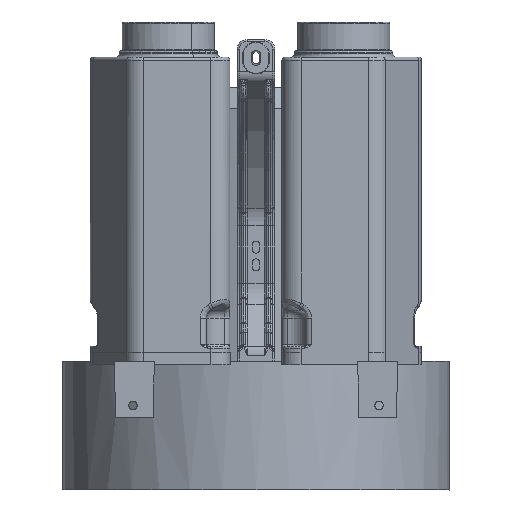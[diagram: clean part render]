
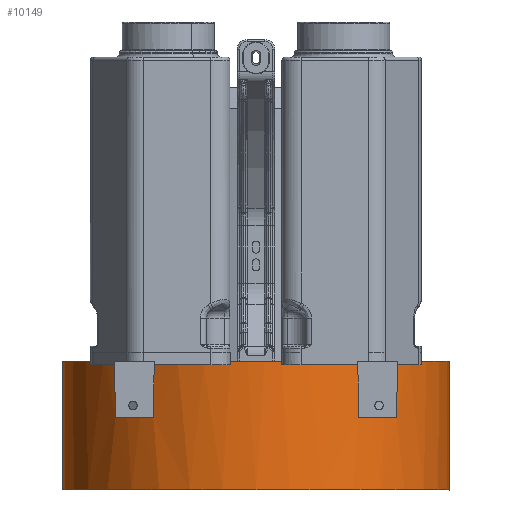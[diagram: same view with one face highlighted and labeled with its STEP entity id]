
A CAD part, front view. The second image highlights one B-rep face of the part: STEP entity #10149.
In plain terms, the highlighted cylindrical face has radius 314.802 mm (diameter 629.604 mm), a partial arc.
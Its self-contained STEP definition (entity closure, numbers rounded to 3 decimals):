
#19=CARTESIAN_POINT('',(-0.001,0.,
-57.198));
#20=DIRECTION('',(0.,0.,1.));
#21=DIRECTION('',(-1.,0.,0.));
#22=AXIS2_PLACEMENT_3D('',#19,#20,#21);
#54=DIRECTION('',(0.,0.,-1.));
#55=VECTOR('',#54,209.4);
#56=CARTESIAN_POINT('',(-314.799,0.,152.209));
#57=LINE('',#56,#55);
#119=CARTESIAN_POINT('',(0.003,0.,152.202));
#120=DIRECTION('',(0.,0.,-1.));
#121=DIRECTION('',(1.,0.,0.));
#122=AXIS2_PLACEMENT_3D('',#119,#120,#121);
#153=CARTESIAN_POINT('',(0.003,0.,152.202));
#154=DIRECTION('',(0.,0.,-1.));
#155=DIRECTION('',(0.134,-0.991,0.));
#156=AXIS2_PLACEMENT_3D('',#153,#154,#155);
#183=CARTESIAN_POINT('',(0.003,0.,152.202));
#184=DIRECTION('',(0.,0.,-1.));
#185=DIRECTION('',(-0.791,-0.612,0.));
#186=AXIS2_PLACEMENT_3D('',#183,#184,#185);
#401=DIRECTION('',(0.,0.,1.));
#402=VECTOR('',#401,5.9);
#403=CARTESIAN_POINT('',(249.039,-192.566,146.296));
#404=LINE('',#403,#402);
#405=DIRECTION('',(0.,0.,-1.));
#406=VECTOR('',#405,209.4);
#407=CARTESIAN_POINT('',(314.806,0.,152.195));
#408=LINE('',#407,#406);
#409=DIRECTION('',(0.,0.,-1.));
#410=VECTOR('',#409,5.9);
#411=CARTESIAN_POINT('',(-249.032,-192.566,152.208));
#412=LINE('',#411,#410);
#413=CARTESIAN_POINT('',(-229.984,-214.956,146.307));
#414=CARTESIAN_POINT('',(-229.489,-215.487,117.907));
#415=CARTESIAN_POINT('',(-228.994,-216.014,89.507));
#416=CARTESIAN_POINT('',(-228.498,-216.537,61.107));
#418=CARTESIAN_POINT('',(-167.017,-266.843,61.106));
#419=CARTESIAN_POINT('',(-166.513,-267.158,89.506));
#420=CARTESIAN_POINT('',(-166.009,-267.471,117.906));
#421=CARTESIAN_POINT('',(-165.505,-267.782,146.306));
#423=DIRECTION('',(0.,0.,1.));
#424=VECTOR('',#423,5.9);
#425=CARTESIAN_POINT('',(-42.247,-311.954,146.303));
#426=LINE('',#425,#424);
#427=DIRECTION('',(0.,0.,-1.));
#428=VECTOR('',#427,5.9);
#429=CARTESIAN_POINT('',(42.253,-311.954,152.201));
#430=LINE('',#429,#428);
#431=CARTESIAN_POINT('',(165.512,-267.782,146.299));
#432=CARTESIAN_POINT('',(166.014,-267.471,117.898));
#433=CARTESIAN_POINT('',(166.517,-267.158,89.498));
#434=CARTESIAN_POINT('',(167.02,-266.843,61.098));
#436=CARTESIAN_POINT('',(228.501,-216.537,61.097));
#437=CARTESIAN_POINT('',(228.998,-216.014,89.497));
#438=CARTESIAN_POINT('',(229.494,-215.487,117.897));
#439=CARTESIAN_POINT('',(229.99,-214.956,146.297));
#441=CARTESIAN_POINT('',(0.003,0.,146.302));
#442=DIRECTION('',(0.,0.,-1.));
#443=DIRECTION('',(0.791,-0.612,0.));
#444=AXIS2_PLACEMENT_3D('',#441,#442,#443);
#467=CARTESIAN_POINT('',(0.001,0.,61.102));
#468=DIRECTION('',(0.,0.,-1.));
#469=DIRECTION('',(0.726,-0.688,0.));
#470=AXIS2_PLACEMENT_3D('',#467,#468,#469);
#484=CARTESIAN_POINT('',(0.003,0.,146.302));
#485=DIRECTION('',(0.,0.,-1.));
#486=DIRECTION('',(0.526,-0.851,0.));
#487=AXIS2_PLACEMENT_3D('',#484,#485,#486);
#2716=CARTESIAN_POINT('',(0.003,0.,
146.302));
#2717=DIRECTION('',(0.,0.,-1.));
#2718=DIRECTION('',(-0.134,-0.991,0.));
#2719=AXIS2_PLACEMENT_3D('',#2716,#2717,#2718);
#2729=CARTESIAN_POINT('',(0.001,0.,
61.102));
#2730=DIRECTION('',(0.,0.,-1.));
#2731=DIRECTION('',(-0.531,-0.848,0.));
#2732=AXIS2_PLACEMENT_3D('',#2729,#2730,#2731);
#2763=CARTESIAN_POINT('',(0.003,0.,
146.302));
#2764=DIRECTION('',(0.,0.,-1.));
#2765=DIRECTION('',(-0.731,-0.683,0.));
#2766=AXIS2_PLACEMENT_3D('',#2763,#2764,#2765);
#8079=CARTESIAN_POINT('',(314.801,0.,
-57.205));
#8080=CARTESIAN_POINT('',(-314.803,0.,
-57.191));
#8081=VERTEX_POINT('',#8079);
#8082=VERTEX_POINT('',#8080);
#8099=CARTESIAN_POINT('',(-314.799,0.,
152.209));
#8100=VERTEX_POINT('',#8099);
#8101=CARTESIAN_POINT('',(314.806,0.,152.195));
#8102=VERTEX_POINT('',#8101);
#8161=CARTESIAN_POINT('',(249.039,-192.566,152.196));
#8162=VERTEX_POINT('',#8161);
#8169=CARTESIAN_POINT('',(42.253,-311.954,152.201));
#8170=VERTEX_POINT('',#8169);
#8171=CARTESIAN_POINT('',(-42.247,-311.954,
152.203));
#8172=VERTEX_POINT('',#8171);
#8179=CARTESIAN_POINT('',(-249.032,-192.566,
152.208));
#8180=VERTEX_POINT('',#8179);
#8809=CARTESIAN_POINT('',(249.039,-192.566,146.296));
#8810=CARTESIAN_POINT('',(229.99,-214.956,146.297));
#8811=VERTEX_POINT('',#8809);
#8812=VERTEX_POINT('',#8810);
#8813=CARTESIAN_POINT('',(-249.032,-192.566,
146.308));
#8814=VERTEX_POINT('',#8813);
#8815=CARTESIAN_POINT('',(-229.984,-214.956,
146.307));
#8816=VERTEX_POINT('',#8815);
#8817=VERTEX_POINT('',#416);
#8818=CARTESIAN_POINT('',(-167.017,-266.843,
61.106));
#8819=VERTEX_POINT('',#8818);
#8820=VERTEX_POINT('',#421);
#8821=CARTESIAN_POINT('',(-42.247,-311.954,
146.303));
#8822=VERTEX_POINT('',#8821);
#8823=CARTESIAN_POINT('',(42.253,-311.954,146.301));
#8824=VERTEX_POINT('',#8823);
#8825=CARTESIAN_POINT('',(165.512,-267.782,146.299));
#8826=VERTEX_POINT('',#8825);
#8827=VERTEX_POINT('',#434);
#8828=CARTESIAN_POINT('',(228.501,-216.537,61.097));
#8829=VERTEX_POINT('',#8828);
#10108=CARTESIAN_POINT('',(-0.001,0.,
-57.198));
#10109=DIRECTION('',(0.,0.,-1.));
#10110=DIRECTION('',(-1.,0.,0.));
#10111=AXIS2_PLACEMENT_3D('',#10108,#10109,#10110);
#10112=CYLINDRICAL_SURFACE('',#10111,314.802);
#10114=ORIENTED_EDGE('',*,*,#10113,.F.);
#10116=ORIENTED_EDGE('',*,*,#10115,.T.);
#10117=ORIENTED_EDGE('',*,*,#9793,.F.);
#10118=ORIENTED_EDGE('',*,*,#9731,.T.);
#10119=ORIENTED_EDGE('',*,*,#9696,.F.);
#10120=ORIENTED_EDGE('',*,*,#9728,.F.);
#10121=ORIENTED_EDGE('',*,*,#9817,.F.);
#10123=ORIENTED_EDGE('',*,*,#10122,.T.);
#10125=ORIENTED_EDGE('',*,*,#10124,.F.);
#10127=ORIENTED_EDGE('',*,*,#10126,.T.);
#10129=ORIENTED_EDGE('',*,*,#10128,.F.);
#10131=ORIENTED_EDGE('',*,*,#10130,.T.);
#10133=ORIENTED_EDGE('',*,*,#10132,.F.);
#10135=ORIENTED_EDGE('',*,*,#10134,.T.);
#10136=ORIENTED_EDGE('',*,*,#9805,.F.);
#10138=ORIENTED_EDGE('',*,*,#10137,.T.);
#10140=ORIENTED_EDGE('',*,*,#10139,.F.);
#10142=ORIENTED_EDGE('',*,*,#10141,.T.);
#10144=ORIENTED_EDGE('',*,*,#10143,.F.);
#10146=ORIENTED_EDGE('',*,*,#10145,.T.);
#10147=EDGE_LOOP('',(#10114,#10116,#10117,#10118,#10119,#10120,#10121,#10123,
#10125,#10127,#10129,#10131,#10133,#10135,#10136,#10138,#10140,#10142,#10144,
#10146));
#10148=FACE_OUTER_BOUND('',#10147,.F.);
#10149=ADVANCED_FACE('',(#10148),#10112,.T.);
#23=CIRCLE('',#22,314.802);
#123=CIRCLE('',#122,314.802);
#157=CIRCLE('',#156,314.802);
#187=CIRCLE('',#186,314.802);
#417=B_SPLINE_CURVE_WITH_KNOTS('',3,(#413,#414,#415,#416),.UNSPECIFIED.,.F.,.F.,
(4,4),(0.,1.),.UNSPECIFIED.);
#422=B_SPLINE_CURVE_WITH_KNOTS('',3,(#418,#419,#420,#421),.UNSPECIFIED.,.F.,.F.,
(4,4),(0.,1.),.UNSPECIFIED.);
#435=B_SPLINE_CURVE_WITH_KNOTS('',3,(#431,#432,#433,#434),.UNSPECIFIED.,.F.,.F.,
(4,4),(0.,1.),.UNSPECIFIED.);
#440=B_SPLINE_CURVE_WITH_KNOTS('',3,(#436,#437,#438,#439),.UNSPECIFIED.,.F.,.F.,
(4,4),(0.,1.),.UNSPECIFIED.);
#445=CIRCLE('',#444,314.802);
#471=CIRCLE('',#470,314.802);
#488=CIRCLE('',#487,314.802);
#2720=CIRCLE('',#2719,314.802);
#2733=CIRCLE('',#2732,314.802);
#2767=CIRCLE('',#2766,314.802);
#9696=EDGE_CURVE('',#8082,#8081,#23,.T.);
#9728=EDGE_CURVE('',#8100,#8082,#57,.T.);
#9731=EDGE_CURVE('',#8102,#8081,#408,.T.);
#9793=EDGE_CURVE('',#8102,#8162,#123,.T.);
#9805=EDGE_CURVE('',#8170,#8172,#157,.T.);
#9817=EDGE_CURVE('',#8180,#8100,#187,.T.);
#10113=EDGE_CURVE('',#8811,#8812,#445,.T.);
#10115=EDGE_CURVE('',#8811,#8162,#404,.T.);
#10122=EDGE_CURVE('',#8180,#8814,#412,.T.);
#10124=EDGE_CURVE('',#8816,#8814,#2767,.T.);
#10126=EDGE_CURVE('',#8816,#8817,#417,.T.);
#10128=EDGE_CURVE('',#8819,#8817,#2733,.T.);
#10130=EDGE_CURVE('',#8819,#8820,#422,.T.);
#10132=EDGE_CURVE('',#8822,#8820,#2720,.T.);
#10134=EDGE_CURVE('',#8822,#8172,#426,.T.);
#10137=EDGE_CURVE('',#8170,#8824,#430,.T.);
#10139=EDGE_CURVE('',#8826,#8824,#488,.T.);
#10141=EDGE_CURVE('',#8826,#8827,#435,.T.);
#10143=EDGE_CURVE('',#8829,#8827,#471,.T.);
#10145=EDGE_CURVE('',#8829,#8812,#440,.T.);
